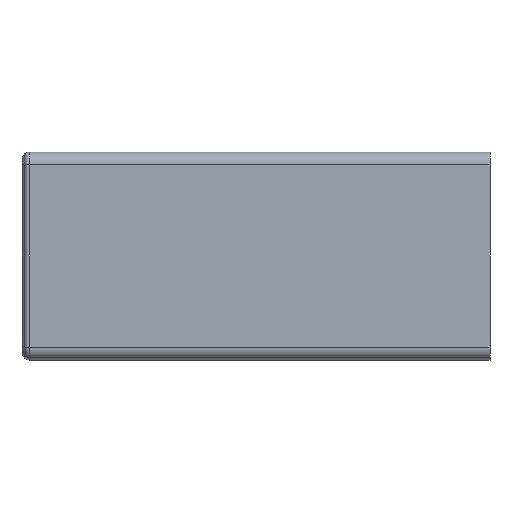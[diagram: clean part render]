
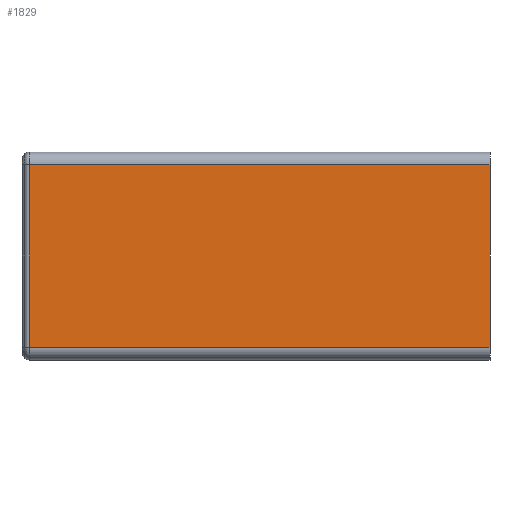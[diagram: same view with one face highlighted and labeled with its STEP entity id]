
A CAD part, left-side view. The second image highlights one B-rep face of the part: STEP entity #1829.
In plain terms, the highlighted planar face has unit normal (-1, 0, 0).
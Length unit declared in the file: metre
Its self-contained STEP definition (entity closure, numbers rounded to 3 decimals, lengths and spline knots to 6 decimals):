
#277=ORIENTED_EDGE('',*,*,#821,.T.);
#278=ORIENTED_EDGE('',*,*,#822,.T.);
#279=ORIENTED_EDGE('',*,*,#823,.T.);
#280=ORIENTED_EDGE('',*,*,#806,.F.);
#806=EDGE_CURVE('',#1075,#1076,#1225,.T.);
#821=EDGE_CURVE('',#1075,#1088,#1234,.F.);
#822=EDGE_CURVE('',#1088,#1089,#1235,.F.);
#823=EDGE_CURVE('',#1089,#1076,#1236,.T.);
#1075=VERTEX_POINT('',#2897);
#1076=VERTEX_POINT('',#2899);
#1088=VERTEX_POINT('',#2928);
#1089=VERTEX_POINT('',#2930);
#1225=LINE('',#2898,#1392);
#1234=LINE('',#2927,#1401);
#1235=LINE('',#2929,#1402);
#1236=LINE('',#2931,#1403);
#1392=VECTOR('',#2276,1.);
#1401=VECTOR('',#2301,1.);
#1402=VECTOR('',#2302,1.);
#1403=VECTOR('',#2303,1.);
#1541=EDGE_LOOP('',(#277,#278,#279,#280));
#1660=FACE_BOUND('',#1541,.T.);
#1770=PLANE('',#1988);
#1829=ADVANCED_FACE('',(#1660),#1770,.T.);
#1988=AXIS2_PLACEMENT_3D('',#2926,#2299,#2300);
#2276=DIRECTION('',(0.,0.,-1.));
#2299=DIRECTION('',(-1.,0.,0.));
#2300=DIRECTION('',(0.,0.,1.));
#2301=DIRECTION('',(0.,-1.,0.));
#2302=DIRECTION('',(0.,0.,1.));
#2303=DIRECTION('',(0.,-1.,0.));
#2897=CARTESIAN_POINT('',(-0.0134,-0.0369,0.00965));
#2898=CARTESIAN_POINT('',(-0.0134,-0.0369,-0.00475));
#2899=CARTESIAN_POINT('',(-0.0134,-0.0369,-0.01915));
#2926=CARTESIAN_POINT('',(-0.0134,0.036902,-0.00475));
#2927=CARTESIAN_POINT('',(-0.0134,0.0369,0.00965));
#2928=CARTESIAN_POINT('',(-0.0134,0.035736,0.00965));
#2929=CARTESIAN_POINT('',(-0.0134,0.035736,-0.00475));
#2930=CARTESIAN_POINT('',(-0.0134,0.035736,-0.01915));
#2931=CARTESIAN_POINT('',(-0.0134,0.036902,-0.01915));
